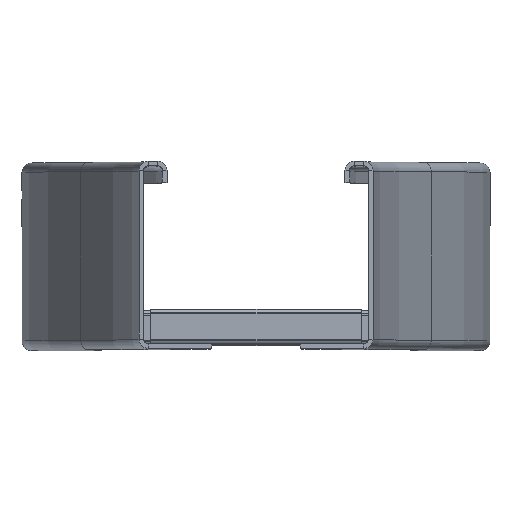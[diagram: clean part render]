
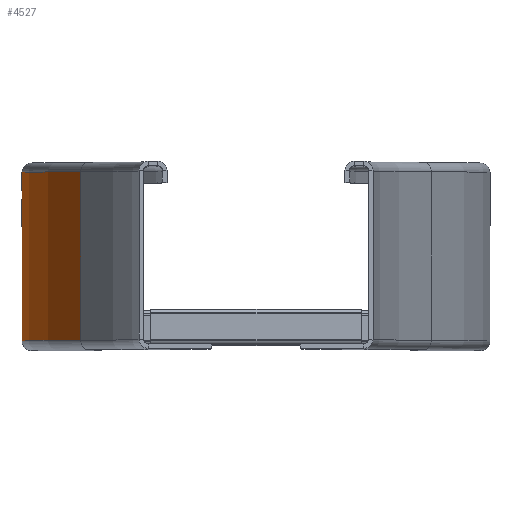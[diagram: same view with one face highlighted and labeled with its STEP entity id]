
A CAD part, top view. The second image highlights one B-rep face of the part: STEP entity #4527.
In plain terms, the highlighted cylindrical face has radius 462.5 mm (diameter 925 mm), a partial arc.
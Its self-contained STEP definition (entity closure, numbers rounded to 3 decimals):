
#129=CIRCLE('',#4909,462.5);
#130=CIRCLE('',#4911,462.5);
#271=CYLINDRICAL_SURFACE('',#4910,462.5);
#363=FACE_OUTER_BOUND('',#641,.T.);
#641=EDGE_LOOP('',(#3169,#3170,#3171,#3172));
#987=LINE('',#6843,#1493);
#1003=LINE('',#6911,#1509);
#1493=VECTOR('',#5440,10.);
#1509=VECTOR('',#5512,10.);
#1975=VERTEX_POINT('',#6833);
#1979=VERTEX_POINT('',#6842);
#2001=VERTEX_POINT('',#6904);
#2003=VERTEX_POINT('',#6910);
#2405=EDGE_CURVE('',#1979,#1975,#987,.T.);
#2437=EDGE_CURVE('',#2001,#1975,#129,.T.);
#2438=EDGE_CURVE('',#2003,#2001,#1003,.T.);
#2439=EDGE_CURVE('',#2003,#1979,#130,.T.);
#3169=ORIENTED_EDGE('',*,*,#2438,.T.);
#3170=ORIENTED_EDGE('',*,*,#2437,.T.);
#3171=ORIENTED_EDGE('',*,*,#2405,.F.);
#3172=ORIENTED_EDGE('',*,*,#2439,.F.);
#4527=ADVANCED_FACE('',(#363),#271,.T.);
#4909=AXIS2_PLACEMENT_3D('',#6908,#5508,#5509);
#4910=AXIS2_PLACEMENT_3D('',#6909,#5510,#5511);
#4911=AXIS2_PLACEMENT_3D('',#6912,#5513,#5514);
#5440=DIRECTION('',(0.,1.,0.));
#5508=DIRECTION('center_axis',(0.,-1.,0.));
#5509=DIRECTION('ref_axis',(-0.946,0.,0.324));
#5510=DIRECTION('center_axis',(0.,-1.,0.));
#5511=DIRECTION('ref_axis',(1.,0.,0.));
#5512=DIRECTION('',(0.,1.,0.));
#5513=DIRECTION('center_axis',(0.,-1.,0.));
#5514=DIRECTION('ref_axis',(-0.946,0.,0.324));
#6833=CARTESIAN_POINT('',(-81.,76.,-300.));
#6842=CARTESIAN_POINT('',(-81.,4.,-300.));
#6843=CARTESIAN_POINT('',(-81.,4.,-300.));
#6904=CARTESIAN_POINT('',(-56.,76.,-150.));
#6908=CARTESIAN_POINT('Origin',(381.5,76.,-300.));
#6909=CARTESIAN_POINT('Origin',(381.5,40.,-300.));
#6910=CARTESIAN_POINT('',(-56.,4.,-150.));
#6911=CARTESIAN_POINT('',(-56.,4.,-150.));
#6912=CARTESIAN_POINT('Origin',(381.5,4.,-300.));
